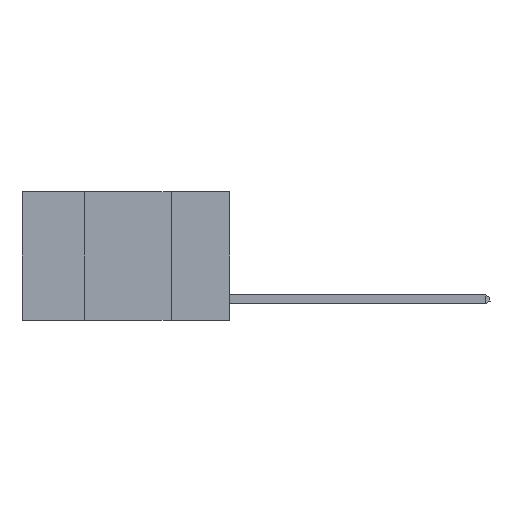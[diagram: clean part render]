
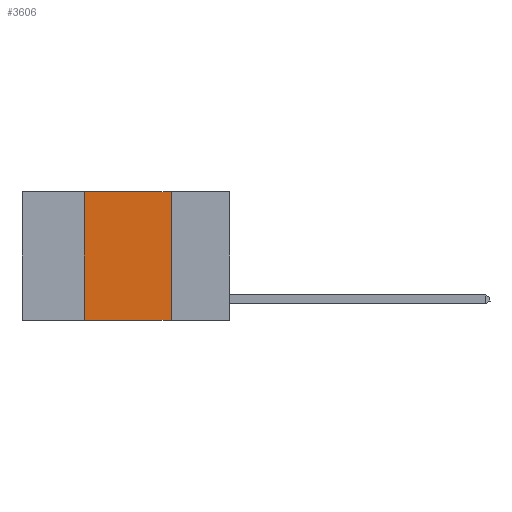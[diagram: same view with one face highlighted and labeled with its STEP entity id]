
A CAD part, left-side view. The second image highlights one B-rep face of the part: STEP entity #3606.
In plain terms, the highlighted planar face has unit normal (-1, 0, 0).
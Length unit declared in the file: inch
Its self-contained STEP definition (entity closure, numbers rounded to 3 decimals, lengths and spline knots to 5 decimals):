
#431 = LINE ( 'NONE', #9453, #4434 ) ;
#1190 = LINE ( 'NONE', #2891, #8704 ) ;
#1193 = LINE ( 'NONE', #5149, #11034 ) ;
#1837 = EDGE_CURVE ( 'NONE', #12041, #4318, #7512, .T. ) ;
#2499 = AXIS2_PLACEMENT_3D ( 'NONE', #4600, #4562, #4546 ) ;
#2700 = ORIENTED_EDGE ( 'NONE', *, *, #3803, .F. ) ;
#2857 = DIRECTION ( 'NONE',  ( 0., 0., -1. ) ) ;
#2891 = CARTESIAN_POINT ( 'NONE',  ( 0., 0.17, 0. ) ) ;
#2920 = ORIENTED_EDGE ( 'NONE', *, *, #1837, .T. ) ;
#3147 = EDGE_CURVE ( 'NONE', #12041, #9183, #431, .T. ) ;
#3606 = ADVANCED_FACE ( 'NONE', ( #10234 ), #4742, .F. ) ;
#3803 = EDGE_CURVE ( 'NONE', #11554, #4318, #1190, .T. ) ;
#4199 = DIRECTION ( 'NONE',  ( 0., -1., 0. ) ) ;
#4308 = CARTESIAN_POINT ( 'NONE',  ( 0., 0.42, -0.37 ) ) ;
#4318 = VERTEX_POINT ( 'NONE', #11648 ) ;
#4434 = VECTOR ( 'NONE', #9623, 39.37008 ) ;
#4546 = DIRECTION ( 'NONE',  ( 0., 0., -1. ) ) ;
#4562 = DIRECTION ( 'NONE',  ( 1., 0., 0. ) ) ;
#4600 = CARTESIAN_POINT ( 'NONE',  ( 0., 0.6, 0. ) ) ;
#4742 = PLANE ( 'NONE',  #2499 ) ;
#4931 = DIRECTION ( 'NONE',  ( 0., -1., 0. ) ) ;
#5149 = CARTESIAN_POINT ( 'NONE',  ( 0., 0.6, 0. ) ) ;
#5204 = CARTESIAN_POINT ( 'NONE',  ( 0., 0.6, -0.37 ) ) ;
#6867 = VECTOR ( 'NONE', #4931, 39.37008 ) ;
#7360 = ORIENTED_EDGE ( 'NONE', *, *, #7841, .F. ) ;
#7512 = LINE ( 'NONE', #5204, #6867 ) ;
#7841 = EDGE_CURVE ( 'NONE', #9183, #11554, #1193, .T. ) ;
#8233 = ORIENTED_EDGE ( 'NONE', *, *, #3147, .F. ) ;
#8704 = VECTOR ( 'NONE', #2857, 39.37008 ) ;
#9183 = VERTEX_POINT ( 'NONE', #12312 ) ;
#9453 = CARTESIAN_POINT ( 'NONE',  ( 0., 0.42, 0. ) ) ;
#9623 = DIRECTION ( 'NONE',  ( 0., 0., 1. ) ) ;
#9691 = EDGE_LOOP ( 'NONE', ( #2700, #7360, #8233, #2920 ) ) ;
#10234 = FACE_OUTER_BOUND ( 'NONE', #9691, .T. ) ;
#10308 = CARTESIAN_POINT ( 'NONE',  ( 0., 0.17, 0. ) ) ;
#11034 = VECTOR ( 'NONE', #4199, 39.37008 ) ;
#11554 = VERTEX_POINT ( 'NONE', #10308 ) ;
#11648 = CARTESIAN_POINT ( 'NONE',  ( 0., 0.17, -0.37 ) ) ;
#12041 = VERTEX_POINT ( 'NONE', #4308 ) ;
#12312 = CARTESIAN_POINT ( 'NONE',  ( 0., 0.42, 0. ) ) ;
